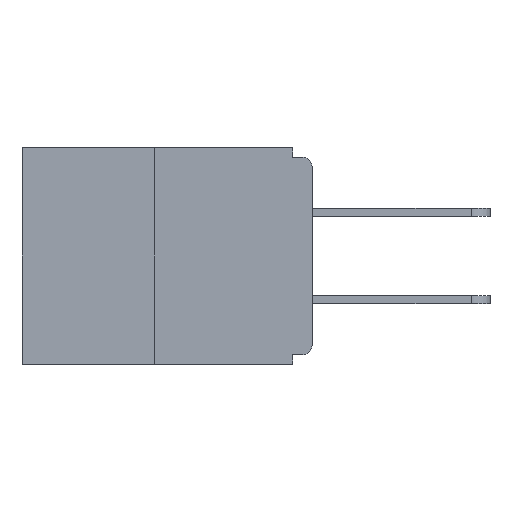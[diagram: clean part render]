
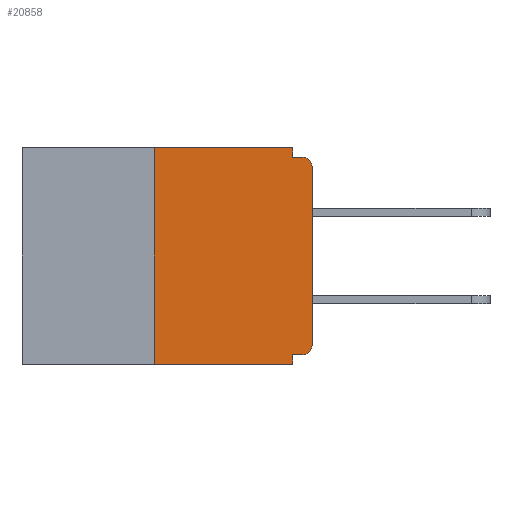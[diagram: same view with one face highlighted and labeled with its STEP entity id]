
A CAD part, left-side view. The second image highlights one B-rep face of the part: STEP entity #20858.
In plain terms, the highlighted planar face has unit normal (-1, 0, 0).
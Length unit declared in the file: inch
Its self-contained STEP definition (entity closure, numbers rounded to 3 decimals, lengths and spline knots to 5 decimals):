
#787 = AXIS2_PLACEMENT_3D ( 'NONE', #15203, #1057, #11004 ) ;
#993 = CARTESIAN_POINT ( 'NONE',  ( 0., 0.46, -0.343 ) ) ;
#1031 = DIRECTION ( 'NONE',  ( 0., -1., 0. ) ) ;
#1035 = DIRECTION ( 'NONE',  ( 0., 0., -1. ) ) ;
#1057 = DIRECTION ( 'NONE',  ( -1., 0., 0. ) ) ;
#1675 = DIRECTION ( 'NONE',  ( 0., 0., 1. ) ) ;
#1751 = ORIENTED_EDGE ( 'NONE', *, *, #12250, .F. ) ;
#1981 = LINE ( 'NONE', #25213, #23400 ) ;
#2486 = VERTEX_POINT ( 'NONE', #4193 ) ;
#2609 = CARTESIAN_POINT ( 'NONE',  ( 0., 0.031, 0. ) ) ;
#3213 = CARTESIAN_POINT ( 'NONE',  ( 0., 0., -0.313 ) ) ;
#3305 = LINE ( 'NONE', #13951, #26361 ) ;
#3931 = VERTEX_POINT ( 'NONE', #2609 ) ;
#4193 = CARTESIAN_POINT ( 'NONE',  ( 0., 0., -0.03 ) ) ;
#4728 = LINE ( 'NONE', #993, #24250 ) ;
#5075 = PLANE ( 'NONE',  #16634 ) ;
#5148 = CARTESIAN_POINT ( 'NONE',  ( 0., 0.46, 0. ) ) ;
#6484 = VERTEX_POINT ( 'NONE', #15922 ) ;
#6712 = CARTESIAN_POINT ( 'NONE',  ( 0., 0.46, 0. ) ) ;
#6721 = VECTOR ( 'NONE', #1035, 39.37008 ) ;
#6779 = DIRECTION ( 'NONE',  ( 0., -1., 0. ) ) ;
#7316 = CARTESIAN_POINT ( 'NONE',  ( 0., 0.031, -0.343 ) ) ;
#7357 = CARTESIAN_POINT ( 'NONE',  ( 0., 0.015, -0.03 ) ) ;
#7414 = EDGE_CURVE ( 'NONE', #16768, #3931, #24555, .T. ) ;
#7536 = EDGE_CURVE ( 'NONE', #16593, #16768, #17489, .T. ) ;
#7850 = CARTESIAN_POINT ( 'NONE',  ( 0., 0.25, 0. ) ) ;
#8631 = FACE_OUTER_BOUND ( 'NONE', #22373, .T. ) ;
#8791 = DIRECTION ( 'NONE',  ( 1., 0., 0. ) ) ;
#9820 = VERTEX_POINT ( 'NONE', #7316 ) ;
#10312 = ORIENTED_EDGE ( 'NONE', *, *, #23393, .F. ) ;
#11004 = DIRECTION ( 'NONE',  ( 0., 0., -1. ) ) ;
#11108 = VECTOR ( 'NONE', #1675, 39.37008 ) ;
#11275 = CARTESIAN_POINT ( 'NONE',  ( 0., 0.25, -0.343 ) ) ;
#11494 = CARTESIAN_POINT ( 'NONE',  ( 0., 0.031, -0.343 ) ) ;
#12250 = EDGE_CURVE ( 'NONE', #22805, #9820, #19146, .T. ) ;
#12280 = DIRECTION ( 'NONE',  ( 0., 1., 0. ) ) ;
#12631 = ORIENTED_EDGE ( 'NONE', *, *, #17456, .F. ) ;
#12994 = CIRCLE ( 'NONE', #787, 0.015 ) ;
#13533 = CARTESIAN_POINT ( 'NONE',  ( 0., 0.25, 0. ) ) ;
#13735 = CARTESIAN_POINT ( 'NONE',  ( 0., 0.031, -0.328 ) ) ;
#13951 = CARTESIAN_POINT ( 'NONE',  ( 0., 0., 0. ) ) ;
#14633 = EDGE_CURVE ( 'NONE', #15104, #19570, #12994, .T. ) ;
#14835 = CARTESIAN_POINT ( 'NONE',  ( 0., 0.031, -0.015 ) ) ;
#15104 = VERTEX_POINT ( 'NONE', #16086 ) ;
#15167 = VECTOR ( 'NONE', #12280, 39.37008 ) ;
#15203 = CARTESIAN_POINT ( 'NONE',  ( 0., 0.015, -0.313 ) ) ;
#15262 = ORIENTED_EDGE ( 'NONE', *, *, #18416, .T. ) ;
#15922 = CARTESIAN_POINT ( 'NONE',  ( 0., 0.015, -0.015 ) ) ;
#16086 = CARTESIAN_POINT ( 'NONE',  ( 0., 0.015, -0.328 ) ) ;
#16364 = DIRECTION ( 'NONE',  ( 0., 0., 1. ) ) ;
#16533 = VECTOR ( 'NONE', #1031, 39.37008 ) ;
#16593 = VERTEX_POINT ( 'NONE', #11275 ) ;
#16634 = AXIS2_PLACEMENT_3D ( 'NONE', #6712, #8791, #18007 ) ;
#16768 = VERTEX_POINT ( 'NONE', #13533 ) ;
#17358 = ORIENTED_EDGE ( 'NONE', *, *, #7414, .F. ) ;
#17456 = EDGE_CURVE ( 'NONE', #15104, #22805, #18677, .T. ) ;
#17489 = LINE ( 'NONE', #7850, #11108 ) ;
#17508 = EDGE_CURVE ( 'NONE', #19570, #2486, #3305, .T. ) ;
#18007 = DIRECTION ( 'NONE',  ( 0., 0., -1. ) ) ;
#18150 = CARTESIAN_POINT ( 'NONE',  ( 0., 0., -0.328 ) ) ;
#18416 = EDGE_CURVE ( 'NONE', #2486, #6484, #22515, .T. ) ;
#18551 = ORIENTED_EDGE ( 'NONE', *, *, #7536, .F. ) ;
#18677 = LINE ( 'NONE', #18150, #15167 ) ;
#19146 = LINE ( 'NONE', #11494, #6721 ) ;
#19385 = DIRECTION ( 'NONE',  ( 0., -1., 0. ) ) ;
#19443 = DIRECTION ( 'NONE',  ( 0., 0., -1. ) ) ;
#19506 = EDGE_CURVE ( 'NONE', #3931, #23600, #1981, .T. ) ;
#19570 = VERTEX_POINT ( 'NONE', #3213 ) ;
#20194 = AXIS2_PLACEMENT_3D ( 'NONE', #7357, #23528, #21643 ) ;
#20858 = ADVANCED_FACE ( 'NONE', ( #8631 ), #5075, .F. ) ;
#21559 = ORIENTED_EDGE ( 'NONE', *, *, #23114, .T. ) ;
#21643 = DIRECTION ( 'NONE',  ( 0., 0., -1. ) ) ;
#22373 = EDGE_LOOP ( 'NONE', ( #17358, #18551, #21559, #1751, #12631, #23308, #22503, #15262, #10312, #24805 ) ) ;
#22503 = ORIENTED_EDGE ( 'NONE', *, *, #17508, .T. ) ;
#22515 = CIRCLE ( 'NONE', #20194, 0.015 ) ;
#22805 = VERTEX_POINT ( 'NONE', #13735 ) ;
#22934 = VECTOR ( 'NONE', #6779, 39.37008 ) ;
#23114 = EDGE_CURVE ( 'NONE', #16593, #9820, #4728, .T. ) ;
#23308 = ORIENTED_EDGE ( 'NONE', *, *, #14633, .T. ) ;
#23393 = EDGE_CURVE ( 'NONE', #23600, #6484, #23900, .T. ) ;
#23400 = VECTOR ( 'NONE', #19443, 39.37008 ) ;
#23528 = DIRECTION ( 'NONE',  ( -1., 0., 0. ) ) ;
#23600 = VERTEX_POINT ( 'NONE', #14835 ) ;
#23900 = LINE ( 'NONE', #24838, #22934 ) ;
#24250 = VECTOR ( 'NONE', #19385, 39.37008 ) ;
#24555 = LINE ( 'NONE', #5148, #16533 ) ;
#24805 = ORIENTED_EDGE ( 'NONE', *, *, #19506, .F. ) ;
#24838 = CARTESIAN_POINT ( 'NONE',  ( 0., 0., -0.015 ) ) ;
#25213 = CARTESIAN_POINT ( 'NONE',  ( 0., 0.031, 0. ) ) ;
#26361 = VECTOR ( 'NONE', #16364, 39.37008 ) ;
